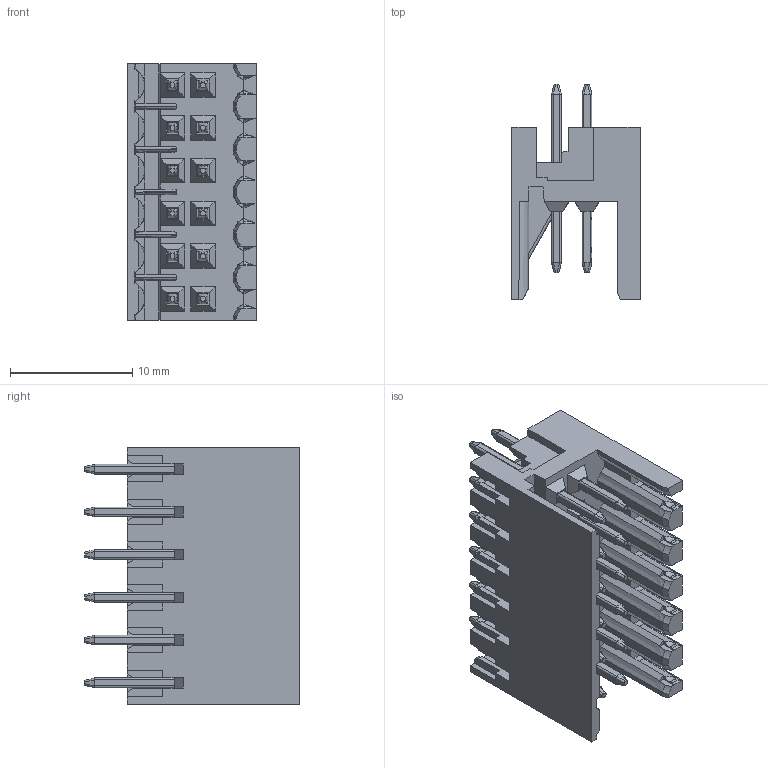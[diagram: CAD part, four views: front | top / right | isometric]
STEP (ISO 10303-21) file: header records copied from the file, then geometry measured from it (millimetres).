
FILE_DESCRIPTION( ('This file contains a STEP AP42 implementation' ,'as created by ZW3D STEP Interface translator.') ,'2;1' );
FILE_NAME( 'WJ15EDGVHS-THR-3.5-2x06P.stp' ,'221212.13 922', (''), ('ZWCAD Software Co.'), 'Version 1.0', 'ZW3D to STEP translator', '' );
FILE_SCHEMA(('AUTOMOTIVE_DESIGN { 1 0 10303 214 1 1 1 1 }'));
Length unit declared in the file: millimetre
Products named in the file (2): 0; WJ15EDGRHSC-3.5-2x06P-1YY-00N
Bounding box: 10.5 x 17.6 x 21 mm (x, y, z)
Volume: 1285.8 mm3; surface area: 2928.2 mm2
Topology: 1 solids, 1 shells, 1315 faces, 3669 edges, 2313 vertices
Faces by surface type: plane 1011, bspline 142, cylinder 132, cone 30
Entity records: 45077 total; most frequent: CARTESIAN_POINT 11462, ORIENTED_EDGE 7340, DIRECTION 5781, EDGE_CURVE 3670, VECTOR 2885, LINE 2885, VERTEX_POINT 2314, AXIS2_PLACEMENT_3D 1448
